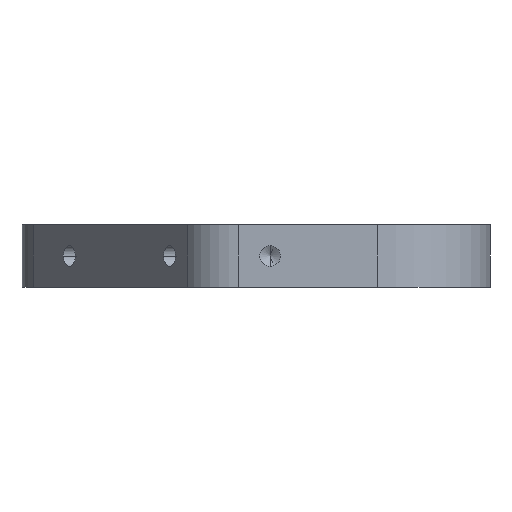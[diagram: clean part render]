
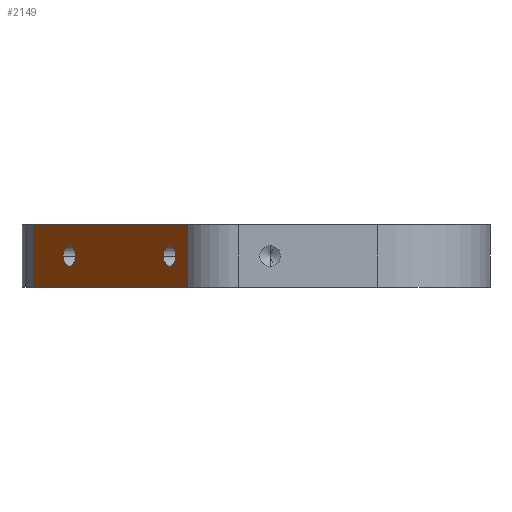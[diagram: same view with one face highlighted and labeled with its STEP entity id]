
A CAD part, left-side view. The second image highlights one B-rep face of the part: STEP entity #2149.
In plain terms, the highlighted planar face has unit normal (-0.574, 0.819, 0).
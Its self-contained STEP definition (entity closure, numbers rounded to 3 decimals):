
#137 = CIRCLE ( 'NONE', #752, 1.65 ) ;
#146 = EDGE_CURVE ( 'NONE', #1371, #1165, #1488, .T. ) ;
#226 = CARTESIAN_POINT ( 'NONE',  ( -32.126, 54.509, 5. ) ) ;
#253 = CARTESIAN_POINT ( 'NONE',  ( -22.583, 61.192, 10. ) ) ;
#270 = CARTESIAN_POINT ( 'NONE',  ( -22.583, 61.192, 0. ) ) ;
#301 = CARTESIAN_POINT ( 'NONE',  ( -57.736, 36.577, 10. ) ) ;
#328 = DIRECTION ( 'NONE',  ( -0.819, -0.574, 0. ) ) ;
#354 = DIRECTION ( 'NONE',  ( -0.819, -0.574, 0. ) ) ;
#391 = CARTESIAN_POINT ( 'NONE',  ( -22.583, 61.192, 10. ) ) ;
#481 = VERTEX_POINT ( 'NONE', #1788 ) ;
#491 = EDGE_CURVE ( 'NONE', #1701, #775, #1757, .T. ) ;
#509 = CARTESIAN_POINT ( 'NONE',  ( -53.64, 39.445, 5. ) ) ;
#604 = DIRECTION ( 'NONE',  ( 0.819, 0.574, 0. ) ) ;
#613 = CARTESIAN_POINT ( 'NONE',  ( -22.583, 61.192, 10. ) ) ;
#639 = LINE ( 'NONE', #270, #2190 ) ;
#747 = EDGE_CURVE ( 'NONE', #2495, #481, #2701, .T. ) ;
#752 = AXIS2_PLACEMENT_3D ( 'NONE', #2248, #984, #328 ) ;
#768 = AXIS2_PLACEMENT_3D ( 'NONE', #391, #1009, #604 ) ;
#775 = VERTEX_POINT ( 'NONE', #2639 ) ;
#798 = CARTESIAN_POINT ( 'NONE',  ( -22.583, 61.192, 0. ) ) ;
#834 = EDGE_CURVE ( 'NONE', #2038, #481, #639, .T. ) ;
#849 = EDGE_CURVE ( 'NONE', #2659, #2495, #2348, .T. ) ;
#866 = LINE ( 'NONE', #1545, #2549 ) ;
#895 = DIRECTION ( 'NONE',  ( -0.819, -0.574, 0. ) ) ;
#928 = DIRECTION ( 'NONE',  ( 0., 0., -1. ) ) ;
#984 = DIRECTION ( 'NONE',  ( -0.574, 0.819, 0. ) ) ;
#1009 = DIRECTION ( 'NONE',  ( -0.574, 0.819, 0. ) ) ;
#1015 = CARTESIAN_POINT ( 'NONE',  ( -54.992, 38.499, 5. ) ) ;
#1141 = EDGE_LOOP ( 'NONE', ( #1170, #2621, #1592, #1543 ) ) ;
#1165 = VERTEX_POINT ( 'NONE', #1886 ) ;
#1170 = ORIENTED_EDGE ( 'NONE', *, *, #834, .T. ) ;
#1172 = DIRECTION ( 'NONE',  ( -0.819, -0.574, 0. ) ) ;
#1185 = FACE_BOUND ( 'NONE', #2273, .T. ) ;
#1206 = CARTESIAN_POINT ( 'NONE',  ( -57.736, 36.577, 10. ) ) ;
#1289 = CIRCLE ( 'NONE', #1558, 1.65 ) ;
#1371 = VERTEX_POINT ( 'NONE', #226 ) ;
#1399 = DIRECTION ( 'NONE',  ( -0.574, 0.819, 0. ) ) ;
#1459 = EDGE_CURVE ( 'NONE', #2659, #2038, #866, .T. ) ;
#1488 = CIRCLE ( 'NONE', #1686, 1.65 ) ;
#1528 = FACE_BOUND ( 'NONE', #1540, .T. ) ;
#1540 = EDGE_LOOP ( 'NONE', ( #2364, #1595 ) ) ;
#1543 = ORIENTED_EDGE ( 'NONE', *, *, #1459, .T. ) ;
#1545 = CARTESIAN_POINT ( 'NONE',  ( -22.583, 61.192, 10. ) ) ;
#1558 = AXIS2_PLACEMENT_3D ( 'NONE', #2686, #1856, #1172 ) ;
#1592 = ORIENTED_EDGE ( 'NONE', *, *, #849, .F. ) ;
#1595 = ORIENTED_EDGE ( 'NONE', *, *, #2428, .F. ) ;
#1599 = ORIENTED_EDGE ( 'NONE', *, *, #146, .F. ) ;
#1686 = AXIS2_PLACEMENT_3D ( 'NONE', #2458, #1399, #354 ) ;
#1701 = VERTEX_POINT ( 'NONE', #1015 ) ;
#1757 = CIRCLE ( 'NONE', #2612, 1.65 ) ;
#1788 = CARTESIAN_POINT ( 'NONE',  ( -57.736, 36.577, 0. ) ) ;
#1856 = DIRECTION ( 'NONE',  ( -0.574, 0.819, 0. ) ) ;
#1886 = CARTESIAN_POINT ( 'NONE',  ( -29.423, 56.402, 5. ) ) ;
#1907 = PLANE ( 'NONE',  #768 ) ;
#1946 = DIRECTION ( 'NONE',  ( 0., 0., -1. ) ) ;
#1978 = DIRECTION ( 'NONE',  ( -0.819, -0.574, 0. ) ) ;
#2023 = EDGE_CURVE ( 'NONE', #1165, #1371, #137, .T. ) ;
#2038 = VERTEX_POINT ( 'NONE', #798 ) ;
#2053 = FACE_OUTER_BOUND ( 'NONE', #1141, .T. ) ;
#2149 = ADVANCED_FACE ( 'NONE', ( #1528, #1185, #2053 ), #1907, .T. ) ;
#2190 = VECTOR ( 'NONE', #895, 1000. ) ;
#2248 = CARTESIAN_POINT ( 'NONE',  ( -30.774, 55.456, 5. ) ) ;
#2273 = EDGE_LOOP ( 'NONE', ( #1599, #2550 ) ) ;
#2348 = LINE ( 'NONE', #253, #2569 ) ;
#2364 = ORIENTED_EDGE ( 'NONE', *, *, #491, .F. ) ;
#2388 = DIRECTION ( 'NONE',  ( -0.819, -0.574, 0. ) ) ;
#2428 = EDGE_CURVE ( 'NONE', #775, #1701, #1289, .T. ) ;
#2458 = CARTESIAN_POINT ( 'NONE',  ( -30.774, 55.456, 5. ) ) ;
#2495 = VERTEX_POINT ( 'NONE', #1206 ) ;
#2549 = VECTOR ( 'NONE', #1946, 1000. ) ;
#2550 = ORIENTED_EDGE ( 'NONE', *, *, #2023, .F. ) ;
#2569 = VECTOR ( 'NONE', #2388, 1000. ) ;
#2570 = VECTOR ( 'NONE', #928, 1000. ) ;
#2587 = DIRECTION ( 'NONE',  ( -0.574, 0.819, 0. ) ) ;
#2612 = AXIS2_PLACEMENT_3D ( 'NONE', #509, #2587, #1978 ) ;
#2621 = ORIENTED_EDGE ( 'NONE', *, *, #747, .F. ) ;
#2639 = CARTESIAN_POINT ( 'NONE',  ( -52.288, 40.391, 5. ) ) ;
#2659 = VERTEX_POINT ( 'NONE', #613 ) ;
#2686 = CARTESIAN_POINT ( 'NONE',  ( -53.64, 39.445, 5. ) ) ;
#2701 = LINE ( 'NONE', #301, #2570 ) ;
